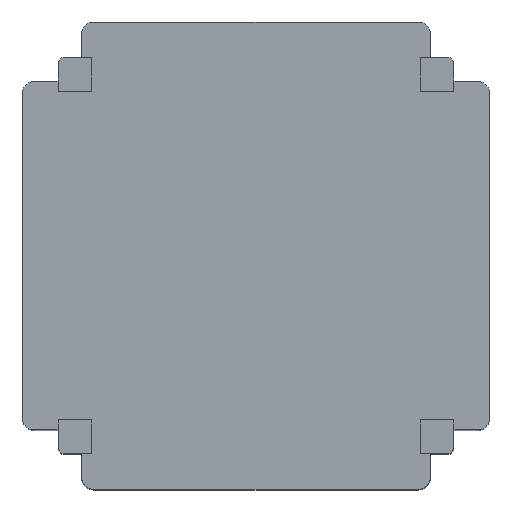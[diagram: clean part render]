
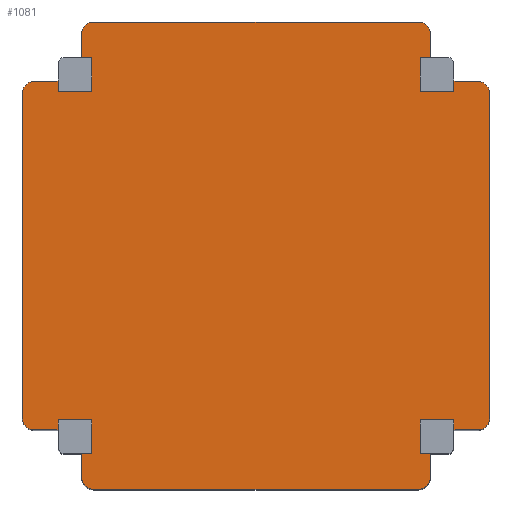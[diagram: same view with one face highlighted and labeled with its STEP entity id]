
A CAD part, top view. The second image highlights one B-rep face of the part: STEP entity #1081.
In plain terms, the highlighted planar face has unit normal (0, 0, 1).
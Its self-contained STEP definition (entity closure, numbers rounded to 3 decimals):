
#50=DIRECTION('',(-1.,0.,0.));
#51=VECTOR('',#50,8.5);
#52=CARTESIAN_POINT('',(8.5,8.5,106.));
#53=LINE('',#52,#51);
#54=DIRECTION('',(0.,-1.,0.));
#55=VECTOR('',#54,2.5);
#56=CARTESIAN_POINT('',(0.,8.5,106.));
#57=LINE('',#56,#55);
#58=DIRECTION('',(1.,0.,0.));
#59=VECTOR('',#58,6.);
#60=CARTESIAN_POINT('',(-6.,6.,106.));
#61=LINE('',#60,#59);
#62=CARTESIAN_POINT('',(-6.,9.,106.));
#63=DIRECTION('',(0.,0.,1.));
#64=DIRECTION('',(-1.,0.,0.));
#65=AXIS2_PLACEMENT_3D('',#62,#63,#64);
#67=DIRECTION('',(0.,-1.,0.));
#68=VECTOR('',#67,82.);
#69=CARTESIAN_POINT('',(-9.,91.,106.));
#70=LINE('',#69,#68);
#71=CARTESIAN_POINT('',(-6.,91.,106.));
#72=DIRECTION('',(0.,0.,1.));
#73=DIRECTION('',(0.,1.,0.));
#74=AXIS2_PLACEMENT_3D('',#71,#72,#73);
#76=DIRECTION('',(-1.,0.,0.));
#77=VECTOR('',#76,6.);
#78=CARTESIAN_POINT('',(0.,94.,106.));
#79=LINE('',#78,#77);
#80=DIRECTION('',(0.,-1.,0.));
#81=VECTOR('',#80,2.5);
#82=CARTESIAN_POINT('',(0.,94.,106.));
#83=LINE('',#82,#81);
#84=DIRECTION('',(1.,0.,0.));
#85=VECTOR('',#84,8.5);
#86=CARTESIAN_POINT('',(0.,91.5,106.));
#87=LINE('',#86,#85);
#88=DIRECTION('',(0.,1.,0.));
#89=VECTOR('',#88,8.5);
#90=CARTESIAN_POINT('',(8.5,91.5,106.));
#91=LINE('',#90,#89);
#92=DIRECTION('',(-1.,0.,0.));
#93=VECTOR('',#92,2.5);
#94=CARTESIAN_POINT('',(8.5,100.,106.));
#95=LINE('',#94,#93);
#96=DIRECTION('',(0.,-1.,0.));
#97=VECTOR('',#96,6.);
#98=CARTESIAN_POINT('',(6.,106.,106.));
#99=LINE('',#98,#97);
#100=CARTESIAN_POINT('',(9.,106.,106.));
#101=DIRECTION('',(0.,0.,1.));
#102=DIRECTION('',(0.,1.,0.));
#103=AXIS2_PLACEMENT_3D('',#100,#101,#102);
#105=DIRECTION('',(-1.,0.,0.));
#106=VECTOR('',#105,82.);
#107=CARTESIAN_POINT('',(91.,109.,106.));
#108=LINE('',#107,#106);
#109=CARTESIAN_POINT('',(91.,106.,106.));
#110=DIRECTION('',(0.,0.,1.));
#111=DIRECTION('',(1.,0.,0.));
#112=AXIS2_PLACEMENT_3D('',#109,#110,#111);
#114=DIRECTION('',(0.,1.,0.));
#115=VECTOR('',#114,6.);
#116=CARTESIAN_POINT('',(94.,100.,106.));
#117=LINE('',#116,#115);
#118=DIRECTION('',(-1.,0.,0.));
#119=VECTOR('',#118,2.5);
#120=CARTESIAN_POINT('',(94.,100.,106.));
#121=LINE('',#120,#119);
#122=DIRECTION('',(0.,-1.,0.));
#123=VECTOR('',#122,8.5);
#124=CARTESIAN_POINT('',(91.5,100.,106.));
#125=LINE('',#124,#123);
#126=DIRECTION('',(1.,0.,0.));
#127=VECTOR('',#126,8.5);
#128=CARTESIAN_POINT('',(91.5,91.5,106.));
#129=LINE('',#128,#127);
#130=DIRECTION('',(0.,1.,0.));
#131=VECTOR('',#130,2.5);
#132=CARTESIAN_POINT('',(100.,91.5,106.));
#133=LINE('',#132,#131);
#134=DIRECTION('',(-1.,0.,0.));
#135=VECTOR('',#134,6.);
#136=CARTESIAN_POINT('',(106.,94.,106.));
#137=LINE('',#136,#135);
#138=CARTESIAN_POINT('',(106.,91.,106.));
#139=DIRECTION('',(0.,0.,1.));
#140=DIRECTION('',(1.,0.,0.));
#141=AXIS2_PLACEMENT_3D('',#138,#139,#140);
#143=DIRECTION('',(0.,1.,0.));
#144=VECTOR('',#143,82.);
#145=CARTESIAN_POINT('',(109.,9.,106.));
#146=LINE('',#145,#144);
#147=CARTESIAN_POINT('',(106.,9.,106.));
#148=DIRECTION('',(0.,0.,1.));
#149=DIRECTION('',(0.,-1.,0.));
#150=AXIS2_PLACEMENT_3D('',#147,#148,#149);
#152=DIRECTION('',(1.,0.,0.));
#153=VECTOR('',#152,6.);
#154=CARTESIAN_POINT('',(100.,6.,106.));
#155=LINE('',#154,#153);
#156=DIRECTION('',(0.,1.,0.));
#157=VECTOR('',#156,2.5);
#158=CARTESIAN_POINT('',(100.,6.,106.));
#159=LINE('',#158,#157);
#160=DIRECTION('',(-1.,0.,0.));
#161=VECTOR('',#160,8.5);
#162=CARTESIAN_POINT('',(100.,8.5,106.));
#163=LINE('',#162,#161);
#164=DIRECTION('',(0.,-1.,0.));
#165=VECTOR('',#164,8.5);
#166=CARTESIAN_POINT('',(91.5,8.5,106.));
#167=LINE('',#166,#165);
#168=DIRECTION('',(1.,0.,0.));
#169=VECTOR('',#168,2.5);
#170=CARTESIAN_POINT('',(91.5,0.,106.));
#171=LINE('',#170,#169);
#172=DIRECTION('',(0.,1.,0.));
#173=VECTOR('',#172,6.);
#174=CARTESIAN_POINT('',(94.,-6.,106.));
#175=LINE('',#174,#173);
#176=CARTESIAN_POINT('',(91.,-6.,106.));
#177=DIRECTION('',(0.,0.,1.));
#178=DIRECTION('',(0.,-1.,0.));
#179=AXIS2_PLACEMENT_3D('',#176,#177,#178);
#181=DIRECTION('',(1.,0.,0.));
#182=VECTOR('',#181,82.);
#183=CARTESIAN_POINT('',(9.,-9.,106.));
#184=LINE('',#183,#182);
#185=CARTESIAN_POINT('',(9.,-6.,106.));
#186=DIRECTION('',(0.,0.,1.));
#187=DIRECTION('',(-1.,0.,0.));
#188=AXIS2_PLACEMENT_3D('',#185,#186,#187);
#190=DIRECTION('',(0.,-1.,0.));
#191=VECTOR('',#190,6.);
#192=CARTESIAN_POINT('',(6.,0.,106.));
#193=LINE('',#192,#191);
#194=DIRECTION('',(1.,0.,0.));
#195=VECTOR('',#194,2.5);
#196=CARTESIAN_POINT('',(6.,0.,106.));
#197=LINE('',#196,#195);
#198=DIRECTION('',(0.,1.,0.));
#199=VECTOR('',#198,8.5);
#200=CARTESIAN_POINT('',(8.5,0.,106.));
#201=LINE('',#200,#199);
#691=CARTESIAN_POINT('',(106.,94.,106.));
#693=VERTEX_POINT('',#691);
#695=CARTESIAN_POINT('',(109.,91.,106.));
#697=VERTEX_POINT('',#695);
#699=CARTESIAN_POINT('',(94.,-6.,106.));
#701=VERTEX_POINT('',#699);
#703=CARTESIAN_POINT('',(91.,-9.,106.));
#705=VERTEX_POINT('',#703);
#707=CARTESIAN_POINT('',(-9.,91.,106.));
#709=VERTEX_POINT('',#707);
#711=CARTESIAN_POINT('',(-6.,94.,106.));
#713=VERTEX_POINT('',#711);
#715=CARTESIAN_POINT('',(6.,106.,106.));
#717=VERTEX_POINT('',#715);
#719=CARTESIAN_POINT('',(9.,109.,106.));
#721=VERTEX_POINT('',#719);
#723=CARTESIAN_POINT('',(91.,109.,106.));
#725=VERTEX_POINT('',#723);
#727=CARTESIAN_POINT('',(94.,106.,106.));
#729=VERTEX_POINT('',#727);
#731=CARTESIAN_POINT('',(109.,9.,106.));
#733=VERTEX_POINT('',#731);
#735=CARTESIAN_POINT('',(106.,6.,106.));
#737=VERTEX_POINT('',#735);
#738=CARTESIAN_POINT('',(-9.,9.,106.));
#740=VERTEX_POINT('',#738);
#742=CARTESIAN_POINT('',(-6.,6.,106.));
#744=VERTEX_POINT('',#742);
#747=CARTESIAN_POINT('',(9.,-9.,106.));
#749=VERTEX_POINT('',#747);
#751=CARTESIAN_POINT('',(6.,-6.,106.));
#753=VERTEX_POINT('',#751);
#778=CARTESIAN_POINT('',(8.5,8.5,106.));
#779=CARTESIAN_POINT('',(0.,8.5,106.));
#780=VERTEX_POINT('',#778);
#781=VERTEX_POINT('',#779);
#782=CARTESIAN_POINT('',(0.,6.,106.));
#783=VERTEX_POINT('',#782);
#784=CARTESIAN_POINT('',(6.,0.,106.));
#785=CARTESIAN_POINT('',(8.5,0.,106.));
#786=VERTEX_POINT('',#784);
#787=VERTEX_POINT('',#785);
#788=CARTESIAN_POINT('',(100.,6.,106.));
#789=CARTESIAN_POINT('',(100.,8.5,106.));
#790=VERTEX_POINT('',#788);
#791=VERTEX_POINT('',#789);
#792=CARTESIAN_POINT('',(91.5,8.5,106.));
#793=VERTEX_POINT('',#792);
#794=CARTESIAN_POINT('',(91.5,0.,106.));
#795=VERTEX_POINT('',#794);
#796=CARTESIAN_POINT('',(94.,0.,106.));
#797=VERTEX_POINT('',#796);
#798=CARTESIAN_POINT('',(91.5,100.,106.));
#799=CARTESIAN_POINT('',(91.5,91.5,106.));
#800=VERTEX_POINT('',#798);
#801=VERTEX_POINT('',#799);
#802=CARTESIAN_POINT('',(100.,91.5,106.));
#803=VERTEX_POINT('',#802);
#804=CARTESIAN_POINT('',(100.,94.,106.));
#805=VERTEX_POINT('',#804);
#806=CARTESIAN_POINT('',(94.,100.,106.));
#807=VERTEX_POINT('',#806);
#808=CARTESIAN_POINT('',(0.,94.,106.));
#809=CARTESIAN_POINT('',(0.,91.5,106.));
#810=VERTEX_POINT('',#808);
#811=VERTEX_POINT('',#809);
#812=CARTESIAN_POINT('',(8.5,91.5,106.));
#813=VERTEX_POINT('',#812);
#814=CARTESIAN_POINT('',(8.5,100.,106.));
#815=VERTEX_POINT('',#814);
#816=CARTESIAN_POINT('',(6.,100.,106.));
#817=VERTEX_POINT('',#816);
#1005=CARTESIAN_POINT('',(50.,50.,106.));
#1006=DIRECTION('',(0.,0.,1.));
#1007=DIRECTION('',(1.,0.,0.));
#1008=AXIS2_PLACEMENT_3D('',#1005,#1006,#1007);
#1009=PLANE('',#1008);
#1011=ORIENTED_EDGE('',*,*,#1010,.T.);
#1013=ORIENTED_EDGE('',*,*,#1012,.T.);
#1015=ORIENTED_EDGE('',*,*,#1014,.F.);
#1017=ORIENTED_EDGE('',*,*,#1016,.F.);
#1019=ORIENTED_EDGE('',*,*,#1018,.F.);
#1021=ORIENTED_EDGE('',*,*,#1020,.F.);
#1023=ORIENTED_EDGE('',*,*,#1022,.F.);
#1024=ORIENTED_EDGE('',*,*,#963,.T.);
#1026=ORIENTED_EDGE('',*,*,#1025,.T.);
#1027=ORIENTED_EDGE('',*,*,#996,.T.);
#1028=ORIENTED_EDGE('',*,*,#929,.T.);
#1030=ORIENTED_EDGE('',*,*,#1029,.F.);
#1032=ORIENTED_EDGE('',*,*,#1031,.F.);
#1034=ORIENTED_EDGE('',*,*,#1033,.F.);
#1036=ORIENTED_EDGE('',*,*,#1035,.F.);
#1038=ORIENTED_EDGE('',*,*,#1037,.F.);
#1040=ORIENTED_EDGE('',*,*,#1039,.T.);
#1042=ORIENTED_EDGE('',*,*,#1041,.T.);
#1044=ORIENTED_EDGE('',*,*,#1043,.T.);
#1046=ORIENTED_EDGE('',*,*,#1045,.T.);
#1048=ORIENTED_EDGE('',*,*,#1047,.F.);
#1050=ORIENTED_EDGE('',*,*,#1049,.F.);
#1052=ORIENTED_EDGE('',*,*,#1051,.F.);
#1054=ORIENTED_EDGE('',*,*,#1053,.F.);
#1056=ORIENTED_EDGE('',*,*,#1055,.F.);
#1058=ORIENTED_EDGE('',*,*,#1057,.T.);
#1060=ORIENTED_EDGE('',*,*,#1059,.T.);
#1062=ORIENTED_EDGE('',*,*,#1061,.T.);
#1064=ORIENTED_EDGE('',*,*,#1063,.T.);
#1066=ORIENTED_EDGE('',*,*,#1065,.F.);
#1068=ORIENTED_EDGE('',*,*,#1067,.F.);
#1070=ORIENTED_EDGE('',*,*,#1069,.F.);
#1072=ORIENTED_EDGE('',*,*,#1071,.F.);
#1074=ORIENTED_EDGE('',*,*,#1073,.F.);
#1076=ORIENTED_EDGE('',*,*,#1075,.T.);
#1078=ORIENTED_EDGE('',*,*,#1077,.T.);
#1079=EDGE_LOOP('',(#1011,#1013,#1015,#1017,#1019,#1021,#1023,#1024,#1026,#1027,
#1028,#1030,#1032,#1034,#1036,#1038,#1040,#1042,#1044,#1046,#1048,#1050,#1052,
#1054,#1056,#1058,#1060,#1062,#1064,#1066,#1068,#1070,#1072,#1074,#1076,#1078));
#1080=FACE_OUTER_BOUND('',#1079,.F.);
#1081=ADVANCED_FACE('',(#1080),#1009,.T.);
#66=CIRCLE('',#65,3.);
#75=CIRCLE('',#74,3.);
#104=CIRCLE('',#103,3.);
#113=CIRCLE('',#112,3.);
#142=CIRCLE('',#141,3.);
#151=CIRCLE('',#150,3.);
#180=CIRCLE('',#179,3.);
#189=CIRCLE('',#188,3.);
#929=EDGE_CURVE('',#815,#817,#95,.T.);
#963=EDGE_CURVE('',#810,#811,#83,.T.);
#996=EDGE_CURVE('',#813,#815,#91,.T.);
#1010=EDGE_CURVE('',#780,#781,#53,.T.);
#1012=EDGE_CURVE('',#781,#783,#57,.T.);
#1014=EDGE_CURVE('',#744,#783,#61,.T.);
#1016=EDGE_CURVE('',#740,#744,#66,.T.);
#1018=EDGE_CURVE('',#709,#740,#70,.T.);
#1020=EDGE_CURVE('',#713,#709,#75,.T.);
#1022=EDGE_CURVE('',#810,#713,#79,.T.);
#1025=EDGE_CURVE('',#811,#813,#87,.T.);
#1029=EDGE_CURVE('',#717,#817,#99,.T.);
#1031=EDGE_CURVE('',#721,#717,#104,.T.);
#1033=EDGE_CURVE('',#725,#721,#108,.T.);
#1035=EDGE_CURVE('',#729,#725,#113,.T.);
#1037=EDGE_CURVE('',#807,#729,#117,.T.);
#1039=EDGE_CURVE('',#807,#800,#121,.T.);
#1041=EDGE_CURVE('',#800,#801,#125,.T.);
#1043=EDGE_CURVE('',#801,#803,#129,.T.);
#1045=EDGE_CURVE('',#803,#805,#133,.T.);
#1047=EDGE_CURVE('',#693,#805,#137,.T.);
#1049=EDGE_CURVE('',#697,#693,#142,.T.);
#1051=EDGE_CURVE('',#733,#697,#146,.T.);
#1053=EDGE_CURVE('',#737,#733,#151,.T.);
#1055=EDGE_CURVE('',#790,#737,#155,.T.);
#1057=EDGE_CURVE('',#790,#791,#159,.T.);
#1059=EDGE_CURVE('',#791,#793,#163,.T.);
#1061=EDGE_CURVE('',#793,#795,#167,.T.);
#1063=EDGE_CURVE('',#795,#797,#171,.T.);
#1065=EDGE_CURVE('',#701,#797,#175,.T.);
#1067=EDGE_CURVE('',#705,#701,#180,.T.);
#1069=EDGE_CURVE('',#749,#705,#184,.T.);
#1071=EDGE_CURVE('',#753,#749,#189,.T.);
#1073=EDGE_CURVE('',#786,#753,#193,.T.);
#1075=EDGE_CURVE('',#786,#787,#197,.T.);
#1077=EDGE_CURVE('',#787,#780,#201,.T.);
